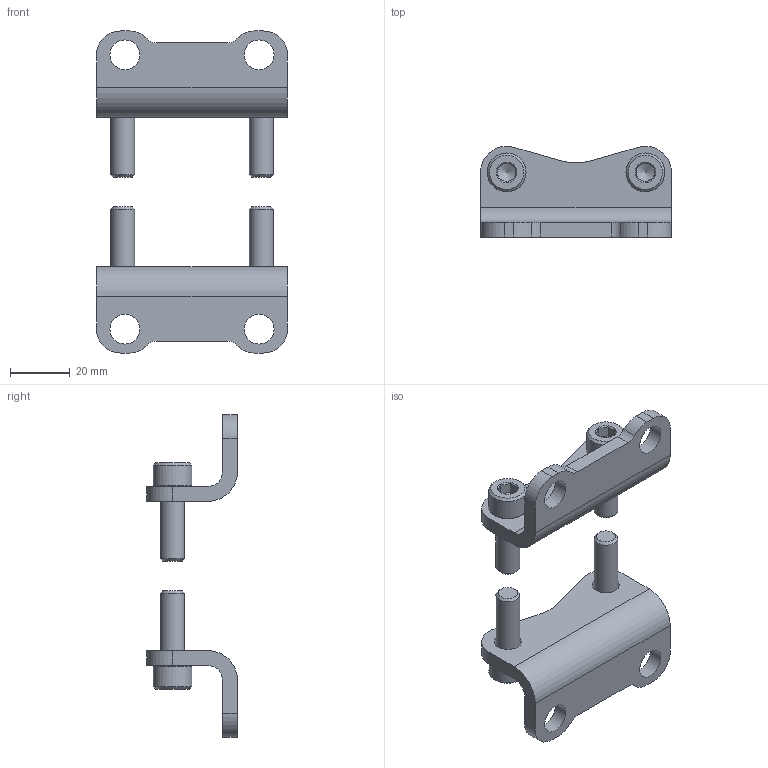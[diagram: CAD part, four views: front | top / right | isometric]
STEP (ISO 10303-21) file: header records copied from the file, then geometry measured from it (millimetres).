
FILE_DESCRIPTION(/* description */ ('STEP AP214'),/* implementation_level */ '2;1');
FILE_NAME(/* name */ '537258_HNA-50-R3',/* time_stamp */ '2024-08-29T10:24:39+02:00',/* author */ ('License CC BY-ND 4.0'),/* organization */ ('CADENAS'),/* preprocessor_version */ 'ST-DEVELOPER v19.3',/* originating_system */ 'PARTsolutions',/* authorisation */ ' ');
FILE_SCHEMA (('AUTOMOTIVE_DESIGN {1 0 10303 214 3 1 1}'));
Length unit declared in the file: millimetre
Products named in the file (3): 537258 HNA-50-R3---(50); 537258 HNA-50-R3---(1); DIN-912 - M8x25(F)
Assembly tree (6 placements, depth 2):
  537258 HNA-50-R3---(50)
    537258 HNA-50-R3---(1)  x2
    DIN-912 - M8x25(F)  x4
Bounding box: 64 x 30.49 x 108 mm (x, y, z)
Volume: 35363.9 mm3; surface area: 19153.8 mm2
Topology: 6 solids, 6 shells, 164 faces, 356 edges, 208 vertices
Faces by surface type: plane 82, cone 44, cylinder 38
Full cylindrical faces by diameter (mm): 8 x4, 9 x4, 10 x4, 13 x4
Entity records: 1594 total; most frequent: DIRECTION 278, CARTESIAN_POINT 276, ORIENTED_EDGE 224, EDGE_CURVE 112, AXIS2_PLACEMENT_3D 111, VERTEX_POINT 75, FACE_BOUND 75, EDGE_LOOP 74
